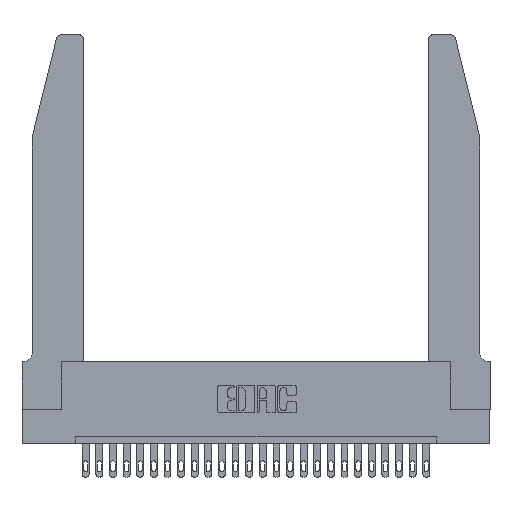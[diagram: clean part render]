
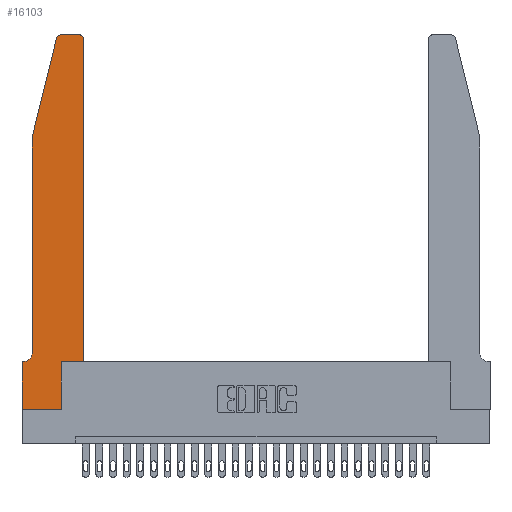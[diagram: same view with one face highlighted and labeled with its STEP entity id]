
A CAD part, top view. The second image highlights one B-rep face of the part: STEP entity #16103.
In plain terms, the highlighted planar face has unit normal (0, 0, 1).
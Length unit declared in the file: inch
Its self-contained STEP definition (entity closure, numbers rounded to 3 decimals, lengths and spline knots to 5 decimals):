
#530 = DIRECTION ( 'NONE',  ( 0., 0., 1. ) ) ;
#1067 = LINE ( 'NONE', #7914, #14126 ) ;
#1099 = CARTESIAN_POINT ( 'NONE',  ( 0., 0.35, 0.37 ) ) ;
#1258 = VERTEX_POINT ( 'NONE', #6062 ) ;
#1407 = VERTEX_POINT ( 'NONE', #25737 ) ;
#1853 = ORIENTED_EDGE ( 'NONE', *, *, #6462, .T. ) ;
#1854 = LINE ( 'NONE', #19727, #13034 ) ;
#1947 = DIRECTION ( 'NONE',  ( 1., 0., 0. ) ) ;
#2014 = DIRECTION ( 'NONE',  ( -1., 0., 0. ) ) ;
#2072 = ORIENTED_EDGE ( 'NONE', *, *, #26112, .T. ) ;
#2163 = EDGE_CURVE ( 'NONE', #9156, #8578, #16278, .T. ) ;
#3081 = CARTESIAN_POINT ( 'NONE',  ( 0.4205, 2.75, 0.37 ) ) ;
#3446 = EDGE_CURVE ( 'NONE', #1258, #21385, #13662, .T. ) ;
#3812 = VERTEX_POINT ( 'NONE', #15602 ) ;
#4184 = LINE ( 'NONE', #5510, #17561 ) ;
#4251 = CARTESIAN_POINT ( 'NONE',  ( 0.2605, 2.75, 0.37 ) ) ;
#4756 = LINE ( 'NONE', #9747, #18762 ) ;
#4866 = DIRECTION ( 'NONE',  ( 1., 0., 0. ) ) ;
#4889 = CARTESIAN_POINT ( 'NONE',  ( 0.25487, 2.72718, 0.37 ) ) ;
#4990 = LINE ( 'NONE', #13924, #15810 ) ;
#5126 = AXIS2_PLACEMENT_3D ( 'NONE', #1099, #17414, #4866 ) ;
#5281 = CARTESIAN_POINT ( 'NONE',  ( 0.2865, 0.35, 0.37 ) ) ;
#5510 = CARTESIAN_POINT ( 'NONE',  ( 0.4505, 0.35, 0.37 ) ) ;
#5581 = ORIENTED_EDGE ( 'NONE', *, *, #3446, .T. ) ;
#5934 = LINE ( 'NONE', #4251, #23492 ) ;
#6062 = CARTESIAN_POINT ( 'NONE',  ( 0., 0.35, 0.37 ) ) ;
#6462 = EDGE_CURVE ( 'NONE', #25394, #25941, #25332, .T. ) ;
#6587 = CARTESIAN_POINT ( 'NONE',  ( 0.0055, 0.42, 0.37 ) ) ;
#6726 = ORIENTED_EDGE ( 'NONE', *, *, #21870, .T. ) ;
#7635 = EDGE_CURVE ( 'NONE', #16970, #10477, #13773, .T. ) ;
#7796 = DIRECTION ( 'NONE',  ( -0.239, -0.971, 0. ) ) ;
#7881 = DIRECTION ( 'NONE',  ( 0., 1., 0. ) ) ;
#7914 = CARTESIAN_POINT ( 'NONE',  ( 0.0755, 0.35, 0.37 ) ) ;
#8055 = CARTESIAN_POINT ( 'NONE',  ( 0.0055, 0.35, 0.37 ) ) ;
#8085 = DIRECTION ( 'NONE',  ( -1., 0., 0. ) ) ;
#8123 = ORIENTED_EDGE ( 'NONE', *, *, #20805, .T. ) ;
#8153 = AXIS2_PLACEMENT_3D ( 'NONE', #12745, #530, #18874 ) ;
#8578 = VERTEX_POINT ( 'NONE', #8055 ) ;
#8878 = ORIENTED_EDGE ( 'NONE', *, *, #2163, .T. ) ;
#8886 = VECTOR ( 'NONE', #20717, 39.37008 ) ;
#9156 = VERTEX_POINT ( 'NONE', #20139 ) ;
#9747 = CARTESIAN_POINT ( 'NONE',  ( 0.0755, 2., 0.37 ) ) ;
#9975 = ORIENTED_EDGE ( 'NONE', *, *, #7635, .T. ) ;
#10415 = DIRECTION ( 'NONE',  ( -1., 0., 0. ) ) ;
#10477 = VERTEX_POINT ( 'NONE', #4889 ) ;
#10683 = EDGE_CURVE ( 'NONE', #3812, #25394, #1854, .T. ) ;
#10957 = CARTESIAN_POINT ( 'NONE',  ( 0.4505, 2.72, 0.37 ) ) ;
#12697 = CARTESIAN_POINT ( 'NONE',  ( 0., 0., 0.37 ) ) ;
#12745 = CARTESIAN_POINT ( 'NONE',  ( 0.284, 2.72, 0.37 ) ) ;
#13034 = VECTOR ( 'NONE', #7881, 39.37008 ) ;
#13565 = VERTEX_POINT ( 'NONE', #10957 ) ;
#13662 = LINE ( 'NONE', #20246, #8886 ) ;
#13773 = CIRCLE ( 'NONE', #8153, 0.03 ) ;
#13924 = CARTESIAN_POINT ( 'NONE',  ( 0.0755, 2., 0.37 ) ) ;
#14023 = ORIENTED_EDGE ( 'NONE', *, *, #18164, .T. ) ;
#14093 = ORIENTED_EDGE ( 'NONE', *, *, #10683, .T. ) ;
#14126 = VECTOR ( 'NONE', #2014, 39.37008 ) ;
#14196 = VERTEX_POINT ( 'NONE', #3081 ) ;
#14644 = CIRCLE ( 'NONE', #25565, 0.03 ) ;
#14790 = CARTESIAN_POINT ( 'NONE',  ( 0.4205, 2.72, 0.37 ) ) ;
#15191 = ORIENTED_EDGE ( 'NONE', *, *, #24419, .T. ) ;
#15561 = CARTESIAN_POINT ( 'NONE',  ( 0.4505, 0.35, 0.37 ) ) ;
#15602 = CARTESIAN_POINT ( 'NONE',  ( 0.2865, 0., 0.37 ) ) ;
#15810 = VECTOR ( 'NONE', #22029, 39.37008 ) ;
#16021 = CARTESIAN_POINT ( 'NONE',  ( 0.284, 2.75, 0.37 ) ) ;
#16103 = ADVANCED_FACE ( 'NONE', ( #16379 ), #23382, .T. ) ;
#16278 = CIRCLE ( 'NONE', #21723, 0.07 ) ;
#16379 = FACE_OUTER_BOUND ( 'NONE', #23521, .T. ) ;
#16615 = DIRECTION ( 'NONE',  ( 1., 0., 0. ) ) ;
#16970 = VERTEX_POINT ( 'NONE', #16021 ) ;
#17414 = DIRECTION ( 'NONE',  ( 0., 0., 1. ) ) ;
#17561 = VECTOR ( 'NONE', #17717, 39.37008 ) ;
#17717 = DIRECTION ( 'NONE',  ( 0., 1., 0. ) ) ;
#18164 = EDGE_CURVE ( 'NONE', #25941, #13565, #4184, .T. ) ;
#18342 = ORIENTED_EDGE ( 'NONE', *, *, #22713, .T. ) ;
#18762 = VECTOR ( 'NONE', #7796, 39.37008 ) ;
#18874 = DIRECTION ( 'NONE',  ( 1., 0., 0. ) ) ;
#19727 = CARTESIAN_POINT ( 'NONE',  ( 0.2865, 0.35, 0.37 ) ) ;
#20139 = CARTESIAN_POINT ( 'NONE',  ( 0.0755, 0.42, 0.37 ) ) ;
#20246 = CARTESIAN_POINT ( 'NONE',  ( 0., 0., 0.37 ) ) ;
#20576 = DIRECTION ( 'NONE',  ( 0., 0., -1. ) ) ;
#20717 = DIRECTION ( 'NONE',  ( 0., -1., 0. ) ) ;
#20805 = EDGE_CURVE ( 'NONE', #21385, #3812, #22208, .T. ) ;
#21041 = DIRECTION ( 'NONE',  ( 0., 0., 1. ) ) ;
#21346 = EDGE_CURVE ( 'NONE', #1407, #9156, #4990, .T. ) ;
#21385 = VERTEX_POINT ( 'NONE', #24267 ) ;
#21723 = AXIS2_PLACEMENT_3D ( 'NONE', #6587, #20576, #10415 ) ;
#21870 = EDGE_CURVE ( 'NONE', #13565, #14196, #14644, .T. ) ;
#22029 = DIRECTION ( 'NONE',  ( 0., -1., 0. ) ) ;
#22208 = LINE ( 'NONE', #12697, #25090 ) ;
#22307 = ORIENTED_EDGE ( 'NONE', *, *, #21346, .T. ) ;
#22713 = EDGE_CURVE ( 'NONE', #10477, #1407, #4756, .T. ) ;
#23382 = PLANE ( 'NONE',  #5126 ) ;
#23492 = VECTOR ( 'NONE', #8085, 39.37008 ) ;
#23512 = DIRECTION ( 'NONE',  ( 1., 0., 0. ) ) ;
#23521 = EDGE_LOOP ( 'NONE', ( #15191, #9975, #18342, #22307, #8878, #2072, #5581, #8123, #14093, #1853, #14023, #6726 ) ) ;
#24267 = CARTESIAN_POINT ( 'NONE',  ( 0., 0., 0.37 ) ) ;
#24419 = EDGE_CURVE ( 'NONE', #14196, #16970, #5934, .T. ) ;
#25090 = VECTOR ( 'NONE', #16615, 39.37008 ) ;
#25228 = CARTESIAN_POINT ( 'NONE',  ( 0.4505, 0.35, 0.37 ) ) ;
#25332 = LINE ( 'NONE', #15561, #26268 ) ;
#25394 = VERTEX_POINT ( 'NONE', #5281 ) ;
#25565 = AXIS2_PLACEMENT_3D ( 'NONE', #14790, #21041, #1947 ) ;
#25737 = CARTESIAN_POINT ( 'NONE',  ( 0.0755, 2., 0.37 ) ) ;
#25941 = VERTEX_POINT ( 'NONE', #25228 ) ;
#26112 = EDGE_CURVE ( 'NONE', #8578, #1258, #1067, .T. ) ;
#26268 = VECTOR ( 'NONE', #23512, 39.37008 ) ;
